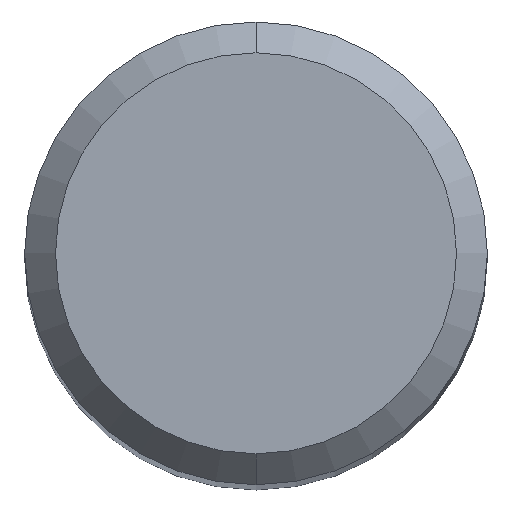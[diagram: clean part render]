
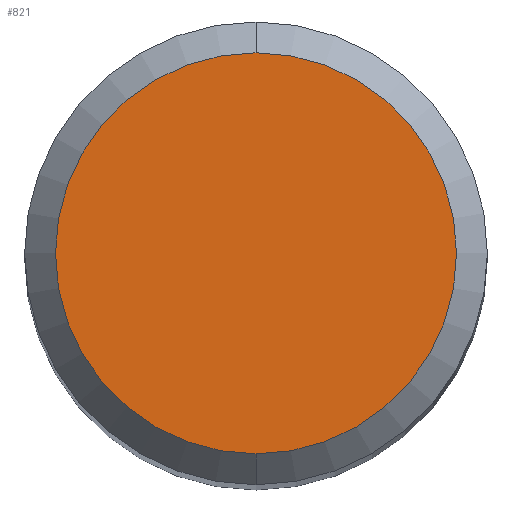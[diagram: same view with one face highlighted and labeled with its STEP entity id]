
A CAD part, top view. The second image highlights one B-rep face of the part: STEP entity #821.
In plain terms, the highlighted planar face has unit normal (0, 0, 1).
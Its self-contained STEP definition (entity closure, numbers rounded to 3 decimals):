
#551=EDGE_CURVE('',#795,#663,#1191,.T.);
#663=VERTEX_POINT('',#1312);
#795=VERTEX_POINT('',#1455);
#821=ADVANCED_FACE('',(#1487),#1488,.T.);
#837=EDGE_CURVE('',#663,#795,#1505,.T.);
#1191=CIRCLE('',#4188,2.6);
#1312=CARTESIAN_POINT('',(0.,-2.6,0.0));
#1455=CARTESIAN_POINT('',(0.0,2.6,0.0));
#1487=FACE_OUTER_BOUND('',#7906,.T.);
#1488=PLANE('',#7907);
#1505=CIRCLE('',#7946,2.6);
#4188=AXIS2_PLACEMENT_3D('',#9847,#9848,#9849);
#7906=EDGE_LOOP('',(#10160,#10161));
#7907=AXIS2_PLACEMENT_3D('',#10162,#10163,#10164);
#7946=AXIS2_PLACEMENT_3D('',#10184,#10185,#10186);
#9847=CARTESIAN_POINT('',(0.0,0.0,0.0));
#9848=DIRECTION('',(0.0,0.0,-1.0));
#9849=DIRECTION('',(0.0,1.0,0.0));
#10160=ORIENTED_EDGE('',*,*,#551,.F.);
#10161=ORIENTED_EDGE('',*,*,#837,.F.);
#10162=CARTESIAN_POINT('',(0.0,1.3,0.0));
#10163=DIRECTION('',(-0.0,0.0,1.0));
#10164=DIRECTION('',(0.0,-1.0,0.0));
#10184=CARTESIAN_POINT('',(0.0,0.0,0.0));
#10185=DIRECTION('',(0.0,0.0,-1.0));
#10186=DIRECTION('',(0.0,1.0,0.0));
